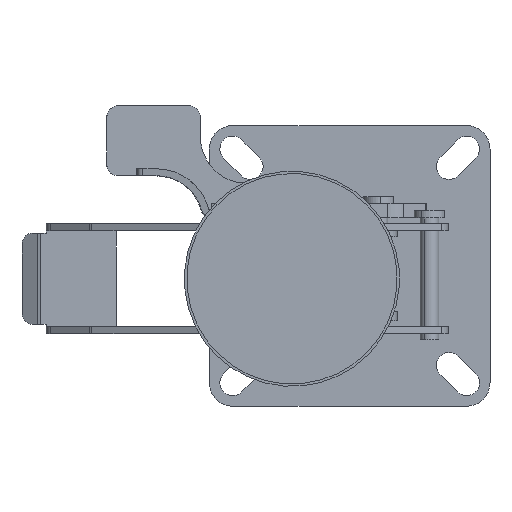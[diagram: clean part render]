
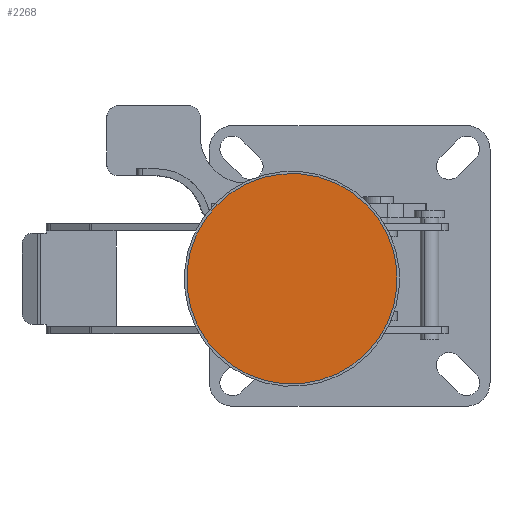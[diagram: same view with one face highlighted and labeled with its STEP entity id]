
A CAD part, front view. The second image highlights one B-rep face of the part: STEP entity #2268.
In plain terms, the highlighted planar face has unit normal (0, -1, 0).
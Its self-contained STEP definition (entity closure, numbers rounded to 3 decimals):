
#747 = FACE_OUTER_BOUND ( 'NONE', #4971, .T. ) ;
#1260 = PLANE ( 'NONE',  #3562 ) ;
#1261 = CARTESIAN_POINT ( 'NONE',  ( 45., 0., 0. ) ) ;
#1262 = DIRECTION ( 'NONE',  ( 0., -1., 0. ) ) ;
#1263 = DIRECTION ( 'NONE',  ( 0., 0., -1. ) ) ;
#1696 = EDGE_CURVE ( 'NONE', #4359, #4358, #3924, .T. ) ;
#1705 = EDGE_CURVE ( 'NONE', #4358, #4359, #3945, .T. ) ;
#2268 = ADVANCED_FACE ( 'NONE', ( #747 ), #1260, .T. ) ;
#2386 = CARTESIAN_POINT ( 'NONE',  ( 0., 0., 0. ) ) ;
#2387 = DIRECTION ( 'NONE',  ( 0., -1., 0. ) ) ;
#2388 = DIRECTION ( 'NONE',  ( 0., 0., -1. ) ) ;
#3562 = AXIS2_PLACEMENT_3D ( 'NONE', #1261, #1262, #1263 ) ;
#3924 = CIRCLE ( 'NONE', #3925, 45. ) ;
#3925 = AXIS2_PLACEMENT_3D ( 'NONE', #8035, #8036, #8037 ) ;
#3945 = CIRCLE ( 'NONE', #3957, 45. ) ;
#3957 = AXIS2_PLACEMENT_3D ( 'NONE', #2386, #2387, #2388 ) ;
#4358 = VERTEX_POINT ( 'NONE', #6687 ) ;
#4359 = VERTEX_POINT ( 'NONE', #6688 ) ;
#4971 = EDGE_LOOP ( 'NONE', ( #6832, #6833 ) ) ;
#6687 = CARTESIAN_POINT ( 'NONE',  ( 0., 0., 45. ) ) ;
#6688 = CARTESIAN_POINT ( 'NONE',  ( 0., 0., -45. ) ) ;
#6832 = ORIENTED_EDGE ( 'NONE', *, *, #1696, .T. ) ;
#6833 = ORIENTED_EDGE ( 'NONE', *, *, #1705, .T. ) ;
#8035 = CARTESIAN_POINT ( 'NONE',  ( 0., 0., 0. ) ) ;
#8036 = DIRECTION ( 'NONE',  ( 0., -1., 0. ) ) ;
#8037 = DIRECTION ( 'NONE',  ( 0., 0., -1. ) ) ;
